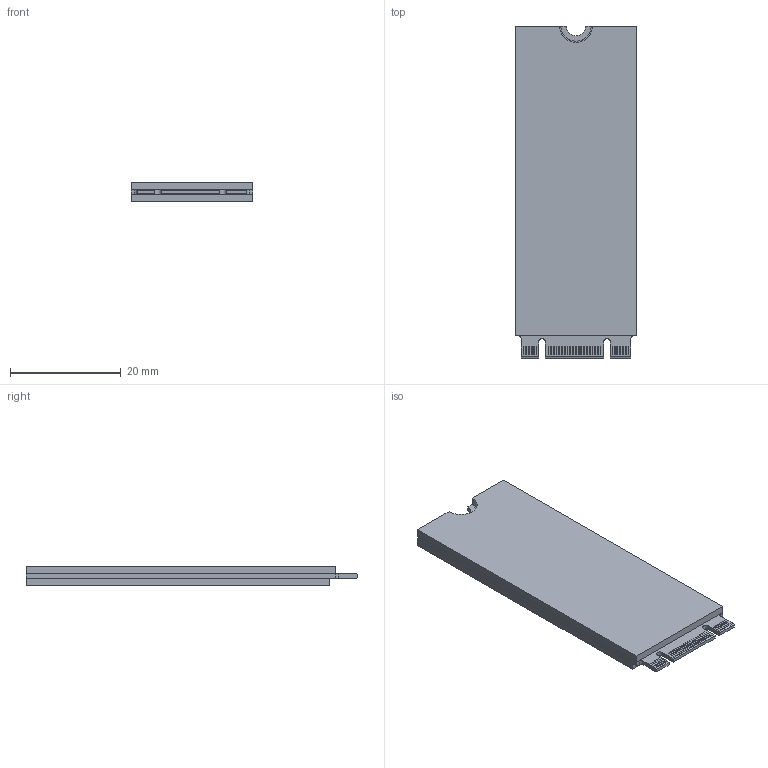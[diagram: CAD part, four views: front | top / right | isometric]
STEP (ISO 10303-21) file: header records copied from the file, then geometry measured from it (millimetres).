
FILE_DESCRIPTION (( 'STEP AP214' ), '1' );
FILE_NAME ('4B28C9E6-EAF1-4A93-8017-A14BEB5C9EBB.STEP', '2024-07-13T08:43:28', ( '' ), ( '' ), 'SwSTEP 2.0', 'SolidWorks 2022', '' );
FILE_SCHEMA (( 'AUTOMOTIVE_DESIGN' ));
Length unit declared in the file: millimetre
Products named in the file (1): 4B28C9E6-EAF1-4A93-8017-A14BEB5C9EBB
Bounding box: 22 x 60 x 3.5 mm (x, y, z)
Volume: 4281.1 mm3; surface area: 3170.3 mm2
Topology: 1 solids, 1 shells, 344 faces, 844 edges, 562 vertices
Faces by surface type: plane 336, cylinder 8
Entity records: 10435 total; most frequent: CARTESIAN_POINT 1751, ORIENTED_EDGE 1688, DIRECTION 1550, EDGE_CURVE 844, LINE 828, VECTOR 828, VERTEX_POINT 562, EDGE_LOOP 404
